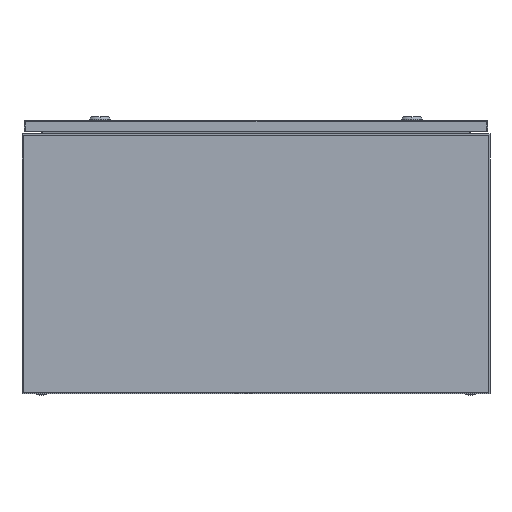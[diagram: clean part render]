
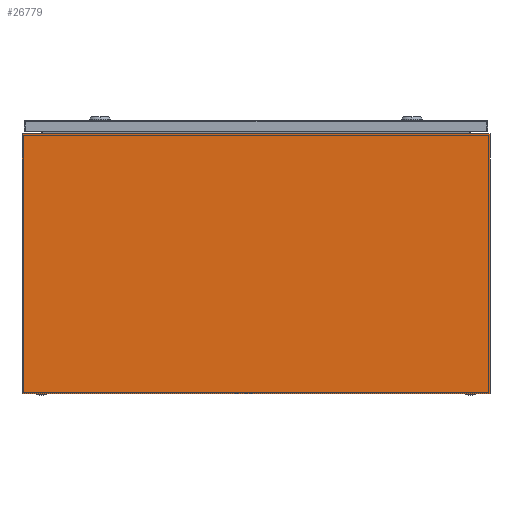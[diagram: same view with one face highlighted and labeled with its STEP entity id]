
A CAD part, left-side view. The second image highlights one B-rep face of the part: STEP entity #26779.
In plain terms, the highlighted planar face has unit normal (-1, 0, 0).
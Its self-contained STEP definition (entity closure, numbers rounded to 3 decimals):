
#413 = CARTESIAN_POINT ( 'NONE',  ( 0., 0., 333. ) ) ;
#1179 = ORIENTED_EDGE ( 'NONE', *, *, #5045, .T. ) ;
#1399 = CARTESIAN_POINT ( 'NONE',  ( 0., 0., 333. ) ) ;
#1964 = CARTESIAN_POINT ( 'NONE',  ( 0., 0., 0. ) ) ;
#1974 = CARTESIAN_POINT ( 'NONE',  ( 0., 0., 333. ) ) ;
#2244 = EDGE_CURVE ( 'NONE', #13339, #12311, #8802, .T. ) ;
#5045 = EDGE_CURVE ( 'NONE', #12311, #9478, #29134, .T. ) ;
#6468 = DIRECTION ( 'NONE',  ( 0., 0., -1. ) ) ;
#7177 = CARTESIAN_POINT ( 'NONE',  ( 0., 0., 333. ) ) ;
#8156 = CARTESIAN_POINT ( 'NONE',  ( 0., 600., 333. ) ) ;
#8802 = LINE ( 'NONE', #24183, #22318 ) ;
#9478 = VERTEX_POINT ( 'NONE', #23479 ) ;
#10951 = EDGE_CURVE ( 'NONE', #36653, #9478, #33044, .T. ) ;
#12009 = ORIENTED_EDGE ( 'NONE', *, *, #10951, .F. ) ;
#12305 = VECTOR ( 'NONE', #37950, 1000. ) ;
#12311 = VERTEX_POINT ( 'NONE', #13344 ) ;
#13339 = VERTEX_POINT ( 'NONE', #8156 ) ;
#13344 = CARTESIAN_POINT ( 'NONE',  ( 0., 600., 0. ) ) ;
#13969 = DIRECTION ( 'NONE',  ( 0., 0., -1. ) ) ;
#16296 = VECTOR ( 'NONE', #6468, 1000. ) ;
#18928 = AXIS2_PLACEMENT_3D ( 'NONE', #1974, #25997, #13969 ) ;
#19004 = LINE ( 'NONE', #7177, #27882 ) ;
#19421 = ORIENTED_EDGE ( 'NONE', *, *, #33537, .F. ) ;
#19900 = FACE_OUTER_BOUND ( 'NONE', #32990, .T. ) ;
#19958 = ORIENTED_EDGE ( 'NONE', *, *, #2244, .T. ) ;
#22318 = VECTOR ( 'NONE', #33403, 1000. ) ;
#23479 = CARTESIAN_POINT ( 'NONE',  ( 0., 0., 0. ) ) ;
#24183 = CARTESIAN_POINT ( 'NONE',  ( 0., 600., 333. ) ) ;
#25282 = DIRECTION ( 'NONE',  ( 0., -1., 0. ) ) ;
#25997 = DIRECTION ( 'NONE',  ( 1., 0., 0. ) ) ;
#26779 = ADVANCED_FACE ( 'NONE', ( #19900 ), #31877, .F. ) ;
#27882 = VECTOR ( 'NONE', #25282, 1000. ) ;
#29134 = LINE ( 'NONE', #1964, #12305 ) ;
#31877 = PLANE ( 'NONE',  #18928 ) ;
#32990 = EDGE_LOOP ( 'NONE', ( #1179, #12009, #19421, #19958 ) ) ;
#33044 = LINE ( 'NONE', #413, #16296 ) ;
#33403 = DIRECTION ( 'NONE',  ( 0., 0., -1. ) ) ;
#33537 = EDGE_CURVE ( 'NONE', #13339, #36653, #19004, .T. ) ;
#36653 = VERTEX_POINT ( 'NONE', #1399 ) ;
#37950 = DIRECTION ( 'NONE',  ( 0., -1., 0. ) ) ;
